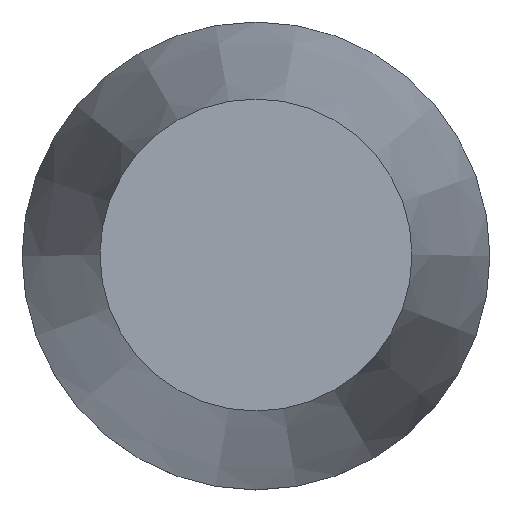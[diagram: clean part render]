
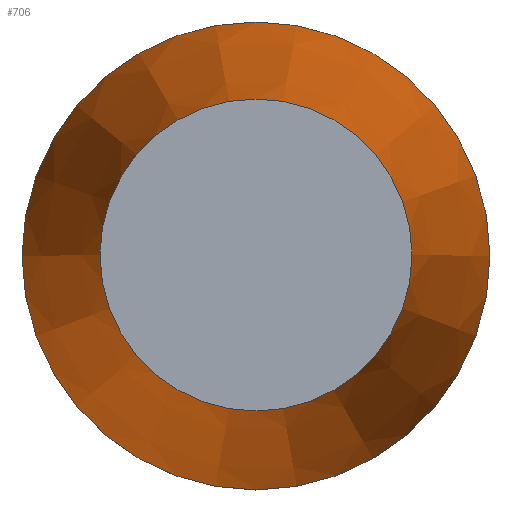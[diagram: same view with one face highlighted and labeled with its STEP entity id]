
A CAD part, top view. The second image highlights one B-rep face of the part: STEP entity #706.
In plain terms, the highlighted conical face has half-angle 8.13 degrees and reference radius 6 mm.
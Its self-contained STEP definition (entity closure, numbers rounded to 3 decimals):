
#275=CONICAL_SURFACE('',#670,6.,8.13);
#309=ORIENTED_EDGE('',*,*,#377,.T.);
#310=ORIENTED_EDGE('',*,*,#378,.F.);
#335=CIRCLE('',#671,6.);
#336=CIRCLE('',#672,4.);
#356=VERTEX_POINT('',#617);
#357=VERTEX_POINT('',#619);
#377=EDGE_CURVE('',#356,#356,#335,.T.);
#378=EDGE_CURVE('',#357,#357,#336,.T.);
#414=EDGE_LOOP('',(#309));
#415=EDGE_LOOP('',(#310));
#456=FACE_BOUND('',#414,.T.);
#457=FACE_BOUND('',#415,.T.);
#538=DIRECTION('',(0.,-1.,0.));
#539=DIRECTION('',(1.,0.,0.));
#540=DIRECTION('',(0.,1.,0.));
#541=DIRECTION('',(0.,0.,6.));
#542=DIRECTION('',(0.,1.,0.));
#543=DIRECTION('',(0.,0.,4.));
#616=CARTESIAN_POINT('',(23.436,26.463,0.));
#617=CARTESIAN_POINT('',(29.436,26.463,0.));
#618=CARTESIAN_POINT('',(23.436,26.463,0.));
#619=CARTESIAN_POINT('',(27.436,40.463,0.));
#620=CARTESIAN_POINT('',(23.436,40.463,0.));
#670=AXIS2_PLACEMENT_3D('',#616,#538,#539);
#671=AXIS2_PLACEMENT_3D('',#618,#540,#541);
#672=AXIS2_PLACEMENT_3D('',#620,#542,#543);
#706=ADVANCED_FACE('',(#456,#457),#275,.T.);
